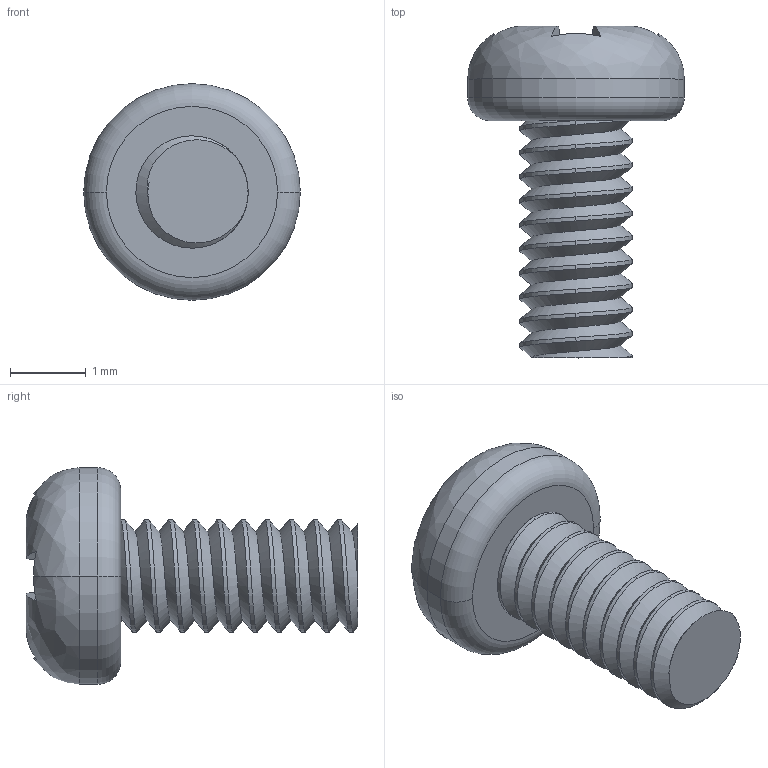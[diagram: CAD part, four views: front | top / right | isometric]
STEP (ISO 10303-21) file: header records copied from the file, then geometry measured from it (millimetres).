
FILE_DESCRIPTION (( 'STEP AP214' ), '1' );
FILE_NAME ('Bolt M1.6x3.STEP', '2021-06-04T11:08:00', ( '' ), ( '' ), 'SwSTEP 2.0', 'SolidWorks 2016', '' );
FILE_SCHEMA (( 'AUTOMOTIVE_DESIGN' ));
Length unit declared in the file: millimetre
Products named in the file (2): Bolt M1.6x3
Bounding box: 2.86 x 4.38 x 2.86 mm (x, y, z)
Volume: 10.7 mm3; surface area: 43.7 mm2
Topology: 1 solids, 1 shells, 68 faces, 186 edges, 121 vertices
Faces by surface type: plane 27, cylinder 23, bspline 16, torus 2
Entity records: 4245 total; most frequent: CARTESIAN_POINT 2777, ORIENTED_EDGE 372, DIRECTION 198, EDGE_CURVE 186, VERTEX_POINT 121, EDGE_LOOP 69, FACE_OUTER_BOUND 68, ADVANCED_FACE 68
